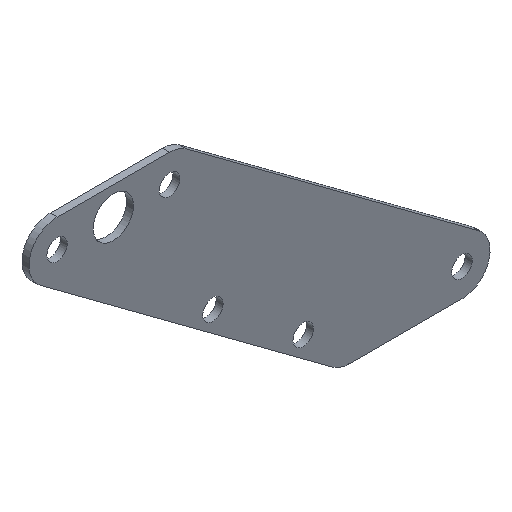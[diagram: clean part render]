
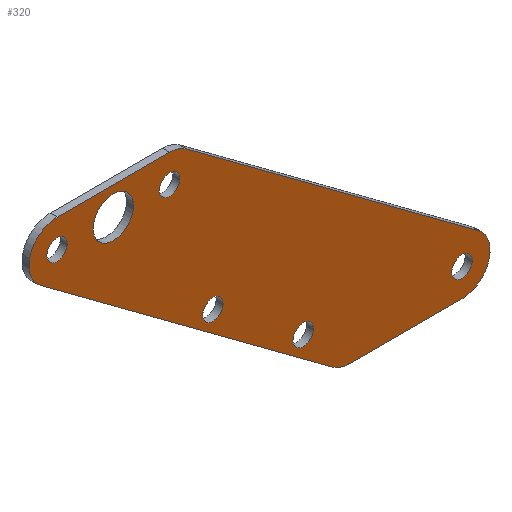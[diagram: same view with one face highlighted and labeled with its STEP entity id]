
A CAD part, isometric view. The second image highlights one B-rep face of the part: STEP entity #320.
In plain terms, the highlighted planar face has unit normal (0, -1, 0).
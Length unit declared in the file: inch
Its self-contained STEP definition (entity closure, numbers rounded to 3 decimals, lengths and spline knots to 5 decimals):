
#21=FACE_BOUND('',#71,.T.);
#22=FACE_BOUND('',#72,.T.);
#23=FACE_BOUND('',#73,.T.);
#24=FACE_BOUND('',#74,.T.);
#25=FACE_BOUND('',#75,.T.);
#26=FACE_BOUND('',#76,.T.);
#32=PLANE('',#370);
#48=FACE_OUTER_BOUND('',#70,.T.);
#70=EDGE_LOOP('',(#281,#282,#283,#284,#285,#286,#287,#288));
#71=EDGE_LOOP('',(#289));
#72=EDGE_LOOP('',(#290));
#73=EDGE_LOOP('',(#291));
#74=EDGE_LOOP('',(#292));
#75=EDGE_LOOP('',(#293));
#76=EDGE_LOOP('',(#294));
#83=LINE('',#507,#105);
#88=LINE('',#521,#110);
#92=LINE('',#533,#114);
#96=LINE('',#545,#118);
#105=VECTOR('',#417,0.3937);
#110=VECTOR('',#430,0.3937);
#114=VECTOR('',#442,0.3937);
#118=VECTOR('',#454,0.3937);
#121=CIRCLE('',#336,0.091);
#123=CIRCLE('',#339,0.091);
#126=CIRCLE('',#343,0.091);
#128=CIRCLE('',#346,0.18);
#130=CIRCLE('',#349,0.091);
#132=CIRCLE('',#352,0.091);
#133=CIRCLE('',#355,0.25);
#135=CIRCLE('',#359,0.25);
#137=CIRCLE('',#363,0.25);
#139=CIRCLE('',#367,0.25);
#141=VERTEX_POINT('',#469);
#143=VERTEX_POINT('',#475);
#146=VERTEX_POINT('',#483);
#148=VERTEX_POINT('',#489);
#150=VERTEX_POINT('',#495);
#152=VERTEX_POINT('',#501);
#153=VERTEX_POINT('',#505);
#154=VERTEX_POINT('',#506);
#157=VERTEX_POINT('',#514);
#159=VERTEX_POINT('',#520);
#161=VERTEX_POINT('',#526);
#163=VERTEX_POINT('',#532);
#165=VERTEX_POINT('',#538);
#167=VERTEX_POINT('',#544);
#169=EDGE_CURVE('',#141,#141,#121,.T.);
#172=EDGE_CURVE('',#143,#143,#123,.T.);
#177=EDGE_CURVE('',#146,#146,#126,.T.);
#180=EDGE_CURVE('',#148,#148,#128,.F.);
#183=EDGE_CURVE('',#150,#150,#130,.T.);
#186=EDGE_CURVE('',#152,#152,#132,.T.);
#187=EDGE_CURVE('',#153,#154,#83,.T.);
#191=EDGE_CURVE('',#157,#154,#133,.T.);
#194=EDGE_CURVE('',#157,#159,#88,.T.);
#197=EDGE_CURVE('',#161,#159,#135,.T.);
#200=EDGE_CURVE('',#163,#161,#92,.T.);
#203=EDGE_CURVE('',#165,#163,#137,.T.);
#206=EDGE_CURVE('',#167,#165,#96,.T.);
#209=EDGE_CURVE('',#153,#167,#139,.T.);
#281=ORIENTED_EDGE('',*,*,#209,.F.);
#282=ORIENTED_EDGE('',*,*,#187,.T.);
#283=ORIENTED_EDGE('',*,*,#191,.F.);
#284=ORIENTED_EDGE('',*,*,#194,.T.);
#285=ORIENTED_EDGE('',*,*,#197,.F.);
#286=ORIENTED_EDGE('',*,*,#200,.F.);
#287=ORIENTED_EDGE('',*,*,#203,.F.);
#288=ORIENTED_EDGE('',*,*,#206,.F.);
#289=ORIENTED_EDGE('',*,*,#169,.T.);
#290=ORIENTED_EDGE('',*,*,#172,.T.);
#291=ORIENTED_EDGE('',*,*,#186,.F.);
#292=ORIENTED_EDGE('',*,*,#183,.F.);
#293=ORIENTED_EDGE('',*,*,#180,.F.);
#294=ORIENTED_EDGE('',*,*,#177,.F.);
#320=ADVANCED_FACE('',(#48,#21,#22,#23,#24,#25,#26),#32,.F.);
#336=AXIS2_PLACEMENT_3D('',#470,#375,#376);
#339=AXIS2_PLACEMENT_3D('',#476,#382,#383);
#343=AXIS2_PLACEMENT_3D('',#485,#392,#393);
#346=AXIS2_PLACEMENT_3D('',#491,#399,#400);
#349=AXIS2_PLACEMENT_3D('',#497,#406,#407);
#352=AXIS2_PLACEMENT_3D('',#503,#413,#414);
#355=AXIS2_PLACEMENT_3D('',#515,#423,#424);
#359=AXIS2_PLACEMENT_3D('',#527,#435,#436);
#363=AXIS2_PLACEMENT_3D('',#539,#447,#448);
#367=AXIS2_PLACEMENT_3D('',#550,#459,#460);
#370=AXIS2_PLACEMENT_3D('',#553,#465,#466);
#375=DIRECTION('center_axis',(0.,1.,0.));
#376=DIRECTION('ref_axis',(1.,0.,0.));
#382=DIRECTION('center_axis',(0.,1.,0.));
#383=DIRECTION('ref_axis',(1.,0.,0.));
#392=DIRECTION('center_axis',(0.,-1.,0.));
#393=DIRECTION('ref_axis',(1.,0.,0.));
#399=DIRECTION('center_axis',(0.,1.,0.));
#400=DIRECTION('ref_axis',(1.,0.,0.));
#406=DIRECTION('center_axis',(0.,-1.,0.));
#407=DIRECTION('ref_axis',(1.,0.,0.));
#413=DIRECTION('center_axis',(0.,-1.,0.));
#414=DIRECTION('ref_axis',(1.,0.,0.));
#417=DIRECTION('',(-0.803,0.,0.596));
#423=DIRECTION('center_axis',(0.,1.,0.));
#424=DIRECTION('ref_axis',(1.,0.,0.));
#430=DIRECTION('',(-1.,0.,0.));
#435=DIRECTION('center_axis',(0.,1.,0.));
#436=DIRECTION('ref_axis',(1.,0.,0.));
#442=DIRECTION('',(-0.803,0.,0.596));
#447=DIRECTION('center_axis',(0.,1.,0.));
#448=DIRECTION('ref_axis',(1.,0.,0.));
#454=DIRECTION('',(-1.,0.,0.));
#459=DIRECTION('center_axis',(0.,1.,0.));
#460=DIRECTION('ref_axis',(1.,0.,0.));
#465=DIRECTION('center_axis',(0.,1.,0.));
#466=DIRECTION('ref_axis',(1.,0.,0.));
#469=CARTESIAN_POINT('',(-1.50191,0.,0.18044));
#470=CARTESIAN_POINT('Origin',(-1.41091,0.,0.18044));
#475=CARTESIAN_POINT('',(-2.3049,0.,0.77643));
#476=CARTESIAN_POINT('Origin',(-2.2139,0.,0.77643));
#483=CARTESIAN_POINT('',(-2.68975,0.,1.9288));
#485=CARTESIAN_POINT('Origin',(-2.59875,0.,1.9288));
#489=CARTESIAN_POINT('',(-3.27875,0.,1.9288));
#491=CARTESIAN_POINT('Origin',(-3.09875,0.,1.9288));
#495=CARTESIAN_POINT('',(-3.68975,0.,1.9288));
#497=CARTESIAN_POINT('Origin',(-3.59875,0.,1.9288));
#501=CARTESIAN_POINT('',(-0.091,0.,0.));
#503=CARTESIAN_POINT('Origin',(0.,0.,0.));
#505=CARTESIAN_POINT('',(0.149,0.,0.20075));
#506=CARTESIAN_POINT('',(-2.44975,0.,2.12955));
#507=CARTESIAN_POINT('',(0.149,0.,0.20075));
#514=CARTESIAN_POINT('',(-2.59875,0.,2.1788));
#515=CARTESIAN_POINT('Origin',(-2.59875,0.,1.9288));
#520=CARTESIAN_POINT('',(-3.59875,0.,2.1788));
#521=CARTESIAN_POINT('',(-2.59875,0.,2.1788));
#526=CARTESIAN_POINT('',(-3.74774,0.,1.72805));
#527=CARTESIAN_POINT('Origin',(-3.59875,0.,1.9288));
#532=CARTESIAN_POINT('',(-1.149,0.,-0.20075));
#533=CARTESIAN_POINT('',(-1.149,0.,-0.20075));
#538=CARTESIAN_POINT('',(-1.,0.,-0.25));
#539=CARTESIAN_POINT('Origin',(-1.,0.,0.));
#544=CARTESIAN_POINT('',(0.,0.,-0.25));
#545=CARTESIAN_POINT('',(0.,0.,-0.25));
#550=CARTESIAN_POINT('Origin',(0.,0.,0.));
#553=CARTESIAN_POINT('Origin',(-1.79937,0.,0.9644));
